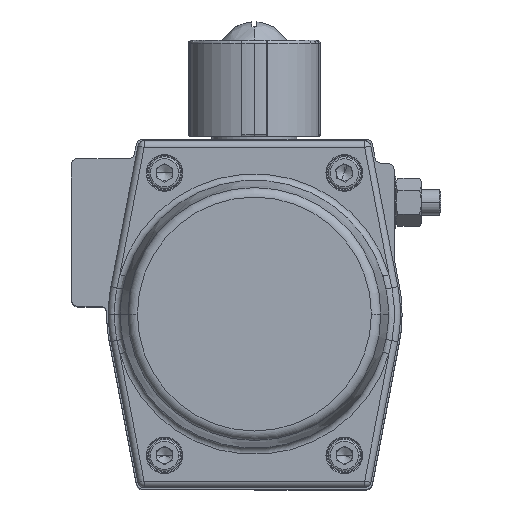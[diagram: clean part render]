
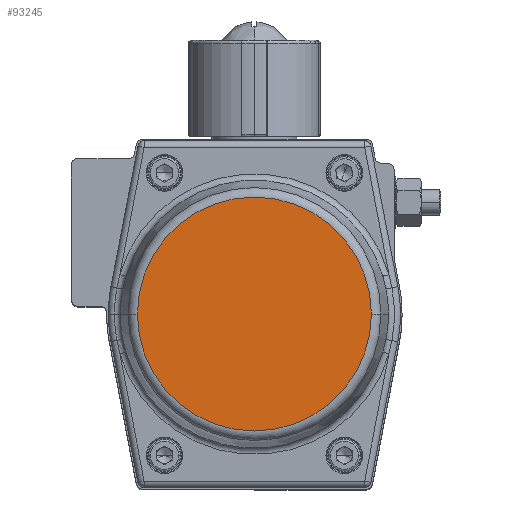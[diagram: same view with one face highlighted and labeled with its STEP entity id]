
A CAD part, top view. The second image highlights one B-rep face of the part: STEP entity #93245.
In plain terms, the highlighted planar face has unit normal (0, 0, 1).
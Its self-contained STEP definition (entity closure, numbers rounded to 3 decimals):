
#2463 = AXIS2_PLACEMENT_3D ( 'NONE', #19054, #4778, #5083 ) ;
#4569 = CIRCLE ( 'NONE', #71845, 36.437 ) ;
#4778 = DIRECTION ( 'NONE',  ( 0., 0., 1. ) ) ;
#5083 = DIRECTION ( 'NONE',  ( 1., 0., 0. ) ) ;
#5563 = ORIENTED_EDGE ( 'NONE', *, *, #57784, .T. ) ;
#15997 = ORIENTED_EDGE ( 'NONE', *, *, #65266, .T. ) ;
#19054 = CARTESIAN_POINT ( 'NONE',  ( 0., 0., 104. ) ) ;
#33668 = AXIS2_PLACEMENT_3D ( 'NONE', #42360, #86119, #93091 ) ;
#34536 = CARTESIAN_POINT ( 'NONE',  ( -36.437, 0., 104. ) ) ;
#37892 = CARTESIAN_POINT ( 'NONE',  ( 0., 0., 104. ) ) ;
#38851 = DIRECTION ( 'NONE',  ( 1., 0., 0. ) ) ;
#42360 = CARTESIAN_POINT ( 'NONE',  ( 0., 0., 104. ) ) ;
#42803 = EDGE_LOOP ( 'NONE', ( #15997, #5563 ) ) ;
#42978 = PLANE ( 'NONE',  #33668 ) ;
#44252 = CIRCLE ( 'NONE', #2463, 36.437 ) ;
#54910 = FACE_OUTER_BOUND ( 'NONE', #42803, .T. ) ;
#57784 = EDGE_CURVE ( 'NONE', #91418, #87505, #4569, .T. ) ;
#65266 = EDGE_CURVE ( 'NONE', #87505, #91418, #44252, .T. ) ;
#69457 = CARTESIAN_POINT ( 'NONE',  ( 36.437, 0., 104. ) ) ;
#71845 = AXIS2_PLACEMENT_3D ( 'NONE', #37892, #82264, #38851 ) ;
#82264 = DIRECTION ( 'NONE',  ( 0., 0., 1. ) ) ;
#86119 = DIRECTION ( 'NONE',  ( 0., 0., -1. ) ) ;
#87505 = VERTEX_POINT ( 'NONE', #69457 ) ;
#91418 = VERTEX_POINT ( 'NONE', #34536 ) ;
#93091 = DIRECTION ( 'NONE',  ( -1., 0., 0. ) ) ;
#93245 = ADVANCED_FACE ( 'NONE', ( #54910 ), #42978, .F. ) ;
